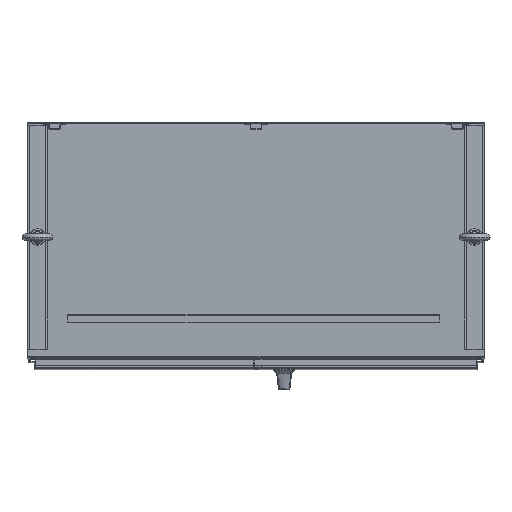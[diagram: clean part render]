
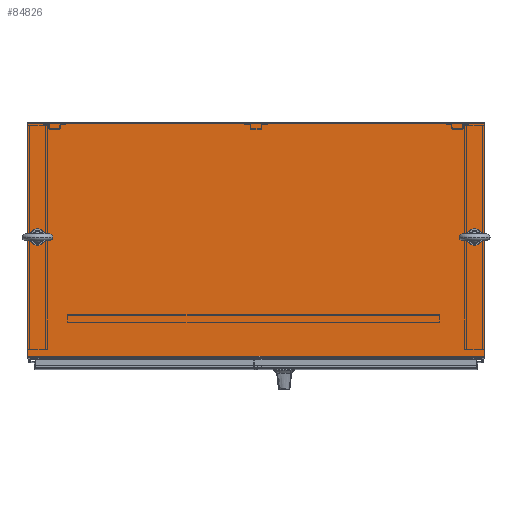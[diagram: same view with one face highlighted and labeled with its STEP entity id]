
A CAD part, top view. The second image highlights one B-rep face of the part: STEP entity #84826.
In plain terms, the highlighted planar face has unit normal (0, 0, 1).
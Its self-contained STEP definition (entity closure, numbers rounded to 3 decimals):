
#3544 = CARTESIAN_POINT ( 'NONE',  ( -22.562, -11.938, 30.063 ) ) ;
#5172 = FACE_OUTER_BOUND ( 'NONE', #17955, .T. ) ;
#6206 = CARTESIAN_POINT ( 'NONE',  ( 23.311, -11.938, 30.063 ) ) ;
#6610 = ORIENTED_EDGE ( 'NONE', *, *, #65670, .T. ) ;
#6647 = DIRECTION ( 'NONE',  ( 1., 0., 0. ) ) ;
#9336 = CARTESIAN_POINT ( 'NONE',  ( 22.561, -11.938, 30.063 ) ) ;
#10095 = EDGE_CURVE ( 'NONE', #38769, #14490, #59001, .T. ) ;
#10105 = VERTEX_POINT ( 'NONE', #6206 ) ;
#11330 = AXIS2_PLACEMENT_3D ( 'NONE', #53961, #68435, #23592 ) ;
#12667 = ORIENTED_EDGE ( 'NONE', *, *, #95761, .T. ) ;
#13148 = PLANE ( 'NONE',  #85378 ) ;
#14134 = CARTESIAN_POINT ( 'NONE',  ( -22.937, -11.938, 30.063 ) ) ;
#14490 = VERTEX_POINT ( 'NONE', #83248 ) ;
#17793 = VERTEX_POINT ( 'NONE', #9336 ) ;
#17955 = EDGE_LOOP ( 'NONE', ( #86448, #47299, #56399, #90538 ) ) ;
#18274 = LINE ( 'NONE', #79109, #24751 ) ;
#20650 = EDGE_CURVE ( 'NONE', #75523, #83366, #49626, .T. ) ;
#23424 = VERTEX_POINT ( 'NONE', #3544 ) ;
#23592 = DIRECTION ( 'NONE',  ( 1., 0., 0. ) ) ;
#24355 = DIRECTION ( 'NONE',  ( 1., 0., 0. ) ) ;
#24751 = VECTOR ( 'NONE', #34695, 39.37 ) ;
#28121 = DIRECTION ( 'NONE',  ( 0., -1., 0. ) ) ;
#32089 = ORIENTED_EDGE ( 'NONE', *, *, #75571, .T. ) ;
#33661 = CARTESIAN_POINT ( 'NONE',  ( 23.937, -24.593, 30.063 ) ) ;
#34695 = DIRECTION ( 'NONE',  ( 1., 0., 0. ) ) ;
#34992 = VECTOR ( 'NONE', #48110, 39.37 ) ;
#35529 = CARTESIAN_POINT ( 'NONE',  ( -23.937, -24.593, 30.063 ) ) ;
#36648 = VECTOR ( 'NONE', #28121, 39.37 ) ;
#38769 = VERTEX_POINT ( 'NONE', #59372 ) ;
#38804 = CARTESIAN_POINT ( 'NONE',  ( -22.937, -11.938, 30.063 ) ) ;
#42007 = CARTESIAN_POINT ( 'NONE',  ( -23.312, -11.938, 30.063 ) ) ;
#42974 = CIRCLE ( 'NONE', #54135, 0.375 ) ;
#45305 = CARTESIAN_POINT ( 'NONE',  ( 22.936, -11.938, 30.063 ) ) ;
#47299 = ORIENTED_EDGE ( 'NONE', *, *, #75828, .T. ) ;
#48110 = DIRECTION ( 'NONE',  ( -1., 0., 0. ) ) ;
#49499 = CIRCLE ( 'NONE', #11330, 0.375 ) ;
#49626 = LINE ( 'NONE', #33661, #70603 ) ;
#53365 = CARTESIAN_POINT ( 'NONE',  ( 23.937, 0., 30.063 ) ) ;
#53441 = DIRECTION ( 'NONE',  ( 0., 0., -1. ) ) ;
#53961 = CARTESIAN_POINT ( 'NONE',  ( 22.936, -11.938, 30.063 ) ) ;
#54135 = AXIS2_PLACEMENT_3D ( 'NONE', #45305, #60762, #91151 ) ;
#55443 = AXIS2_PLACEMENT_3D ( 'NONE', #38804, #94539, #24355 ) ;
#56399 = ORIENTED_EDGE ( 'NONE', *, *, #10095, .T. ) ;
#58278 = EDGE_CURVE ( 'NONE', #14490, #75523, #18274, .T. ) ;
#59001 = LINE ( 'NONE', #65970, #36648 ) ;
#59372 = CARTESIAN_POINT ( 'NONE',  ( -23.937, 0., 30.063 ) ) ;
#60188 = CIRCLE ( 'NONE', #55443, 0.375 ) ;
#60762 = DIRECTION ( 'NONE',  ( 0., 0., -1. ) ) ;
#61324 = CIRCLE ( 'NONE', #74074, 0.375 ) ;
#61761 = CARTESIAN_POINT ( 'NONE',  ( 23.937, -24.45, 30.063 ) ) ;
#65670 = EDGE_CURVE ( 'NONE', #10105, #17793, #49499, .T. ) ;
#65970 = CARTESIAN_POINT ( 'NONE',  ( -23.937, -24.593, 30.063 ) ) ;
#67404 = DIRECTION ( 'NONE',  ( 0., 0., 1. ) ) ;
#68435 = DIRECTION ( 'NONE',  ( 0., 0., -1. ) ) ;
#69677 = EDGE_CURVE ( 'NONE', #74683, #23424, #61324, .T. ) ;
#70603 = VECTOR ( 'NONE', #95899, 39.37 ) ;
#71042 = CARTESIAN_POINT ( 'NONE',  ( -23.937, 0., 30.063 ) ) ;
#74074 = AXIS2_PLACEMENT_3D ( 'NONE', #14134, #53441, #82859 ) ;
#74683 = VERTEX_POINT ( 'NONE', #42007 ) ;
#75523 = VERTEX_POINT ( 'NONE', #61761 ) ;
#75571 = EDGE_CURVE ( 'NONE', #17793, #10105, #42974, .T. ) ;
#75828 = EDGE_CURVE ( 'NONE', #83366, #38769, #79513, .T. ) ;
#79109 = CARTESIAN_POINT ( 'NONE',  ( -23.937, -24.45, 30.063 ) ) ;
#79513 = LINE ( 'NONE', #71042, #34992 ) ;
#81046 = ORIENTED_EDGE ( 'NONE', *, *, #69677, .T. ) ;
#82859 = DIRECTION ( 'NONE',  ( 1., 0., 0. ) ) ;
#83248 = CARTESIAN_POINT ( 'NONE',  ( -23.937, -24.45, 30.063 ) ) ;
#83366 = VERTEX_POINT ( 'NONE', #53365 ) ;
#84826 = ADVANCED_FACE ( 'NONE', ( #89807, #5172, #98256 ), #13148, .T. ) ;
#85378 = AXIS2_PLACEMENT_3D ( 'NONE', #35529, #67404, #6647 ) ;
#86448 = ORIENTED_EDGE ( 'NONE', *, *, #20650, .T. ) ;
#89807 = FACE_BOUND ( 'NONE', #91077, .T. ) ;
#90538 = ORIENTED_EDGE ( 'NONE', *, *, #58278, .T. ) ;
#91077 = EDGE_LOOP ( 'NONE', ( #12667, #81046 ) ) ;
#91151 = DIRECTION ( 'NONE',  ( 1., 0., 0. ) ) ;
#91531 = EDGE_LOOP ( 'NONE', ( #6610, #32089 ) ) ;
#94539 = DIRECTION ( 'NONE',  ( 0., 0., -1. ) ) ;
#95761 = EDGE_CURVE ( 'NONE', #23424, #74683, #60188, .T. ) ;
#95899 = DIRECTION ( 'NONE',  ( 0., 1., 0. ) ) ;
#98256 = FACE_BOUND ( 'NONE', #91531, .T. ) ;
